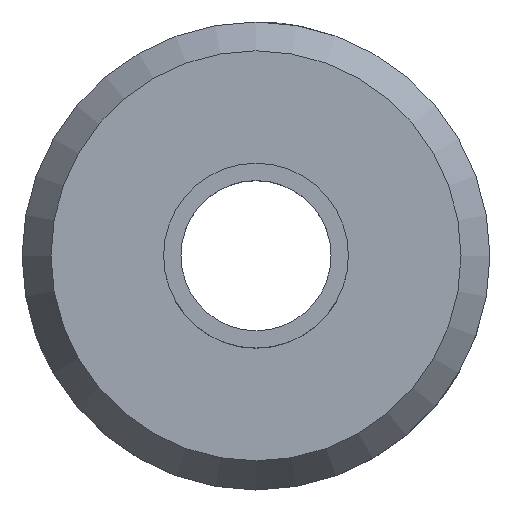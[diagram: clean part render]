
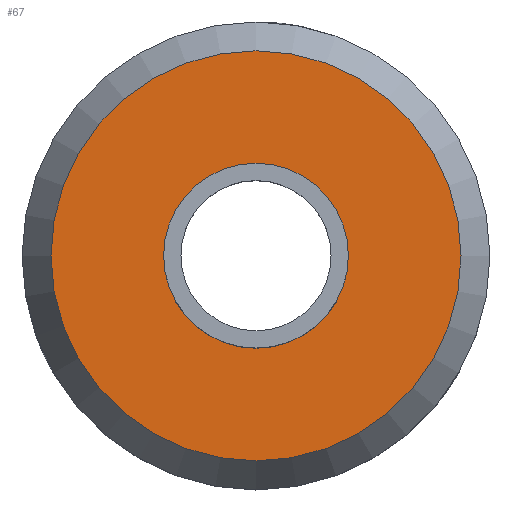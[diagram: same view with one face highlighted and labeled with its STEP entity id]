
A CAD part, top view. The second image highlights one B-rep face of the part: STEP entity #67.
In plain terms, the highlighted planar face has unit normal (0, 0, 1).
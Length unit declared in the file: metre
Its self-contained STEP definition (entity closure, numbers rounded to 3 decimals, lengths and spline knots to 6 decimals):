
#67 = ADVANCED_FACE( '', ( #149, #150 ), #151, .T. );
#149 = FACE_OUTER_BOUND( '', #244, .T. );
#150 = FACE_BOUND( '', #245, .T. );
#151 = PLANE( '', #246 );
#244 = EDGE_LOOP( '', ( #370 ) );
#245 = EDGE_LOOP( '', ( #371 ) );
#246 = AXIS2_PLACEMENT_3D( '', #372, #373, #374 );
#370 = ORIENTED_EDGE( '', *, *, #482, .T. );
#371 = ORIENTED_EDGE( '', *, *, #483, .F. );
#372 = CARTESIAN_POINT( '', ( -0.0103, 0., 0.01 ) );
#373 = DIRECTION( '', ( 0., 0., 1. ) );
#374 = DIRECTION( '', ( 1., 0., 0. ) );
#482 = EDGE_CURVE( '', #563, #563, #564, .T. );
#483 = EDGE_CURVE( '', #565, #565, #566, .T. );
#563 = VERTEX_POINT( '', #1036 );
#564 = CIRCLE( '', #1037, 0.0142 );
#565 = VERTEX_POINT( '', #1038 );
#566 = CIRCLE( '', #1039, 0.0064 );
#1036 = CARTESIAN_POINT( '', ( 0.0142, 0., 0.01 ) );
#1037 = AXIS2_PLACEMENT_3D( '', #1094, #1095, #1096 );
#1038 = CARTESIAN_POINT( '', ( 0.0064, 0., 0.01 ) );
#1039 = AXIS2_PLACEMENT_3D( '', #1097, #1098, #1099 );
#1094 = CARTESIAN_POINT( '', ( 0., 0., 0.01 ) );
#1095 = DIRECTION( '', ( 0., 0., 1. ) );
#1096 = DIRECTION( '', ( 1., 0., 0. ) );
#1097 = CARTESIAN_POINT( '', ( 0., 0., 0.01 ) );
#1098 = DIRECTION( '', ( 0., 0., 1. ) );
#1099 = DIRECTION( '', ( 1., 0., 0. ) );
